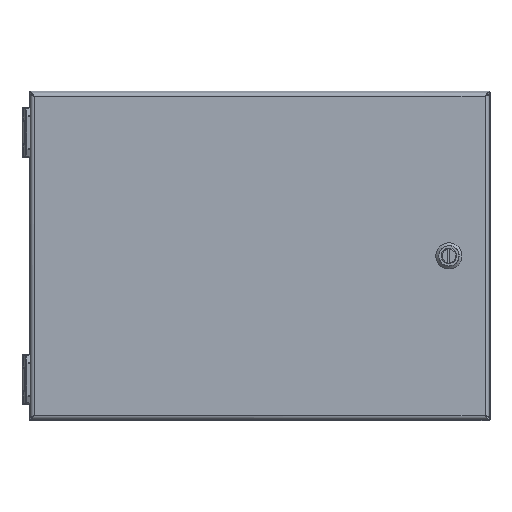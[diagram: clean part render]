
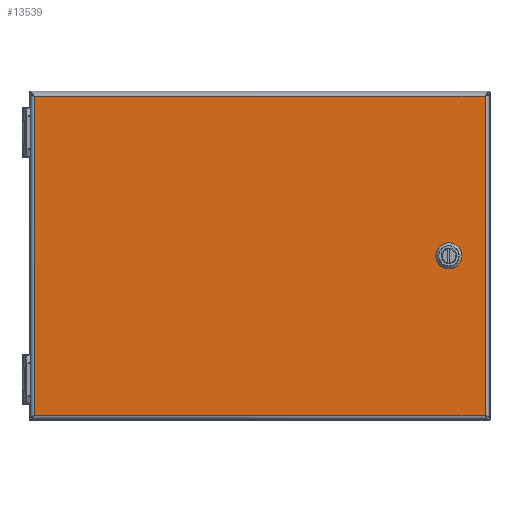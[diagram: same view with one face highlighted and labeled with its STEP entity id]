
A CAD part, top view. The second image highlights one B-rep face of the part: STEP entity #13539.
In plain terms, the highlighted planar face has unit normal (0, 0, 1).
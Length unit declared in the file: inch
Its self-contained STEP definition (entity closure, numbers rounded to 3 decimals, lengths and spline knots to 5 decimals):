
#1258 = DIRECTION ( 'NONE',  ( -0.707, -0.707, 0. ) ) ;
#1726 = ORIENTED_EDGE ( 'NONE', *, *, #58777, .T. ) ;
#2158 = VERTEX_POINT ( 'NONE', #6128 ) ;
#2765 = EDGE_CURVE ( 'NONE', #61402, #27922, #26016, .T. ) ;
#4321 = EDGE_CURVE ( 'NONE', #38538, #37289, #11620, .T. ) ;
#4912 = FACE_BOUND ( 'NONE', #42933, .T. ) ;
#5541 = VERTEX_POINT ( 'NONE', #58980 ) ;
#5591 = CARTESIAN_POINT ( 'NONE',  ( 6.05899, -0.08845, 2.62523 ) ) ;
#5744 = VECTOR ( 'NONE', #1258, 39.37008 ) ;
#5762 = CARTESIAN_POINT ( 'NONE',  ( -6.85055, -4.85, 2.62523 ) ) ;
#6128 = CARTESIAN_POINT ( 'NONE',  ( 5.44392, -0.08845, 2.62523 ) ) ;
#6625 = LINE ( 'NONE', #27494, #19221 ) ;
#6951 = CARTESIAN_POINT ( 'NONE',  ( 5.75145, 0., 2.62523 ) ) ;
#7588 = CIRCLE ( 'NONE', #59859, 0.32 ) ;
#8164 = VECTOR ( 'NONE', #61817, 39.37008 ) ;
#8487 = CARTESIAN_POINT ( 'NONE',  ( 5.8399, 0.30753, 2.62523 ) ) ;
#9668 = CARTESIAN_POINT ( 'NONE',  ( 5.75145, 0., 2.62523 ) ) ;
#9782 = LINE ( 'NONE', #62360, #26905 ) ;
#11620 = CIRCLE ( 'NONE', #49747, 0.32 ) ;
#12160 = AXIS2_PLACEMENT_3D ( 'NONE', #6951, #17603, #42806 ) ;
#12280 = ORIENTED_EDGE ( 'NONE', *, *, #22094, .T. ) ;
#13539 = ADVANCED_FACE ( 'NONE', ( #4912, #52351 ), #57091, .T. ) ;
#13638 = VECTOR ( 'NONE', #44961, 39.37008 ) ;
#15477 = CIRCLE ( 'NONE', #12160, 0.32 ) ;
#17603 = DIRECTION ( 'NONE',  ( 0., 0., -1. ) ) ;
#17928 = VERTEX_POINT ( 'NONE', #25834 ) ;
#18841 = ORIENTED_EDGE ( 'NONE', *, *, #44758, .T. ) ;
#19221 = VECTOR ( 'NONE', #63626, 39.37008 ) ;
#20585 = CARTESIAN_POINT ( 'NONE',  ( 5.75145, 0., 2.62523 ) ) ;
#20723 = CIRCLE ( 'NONE', #56644, 0.32 ) ;
#22094 = EDGE_CURVE ( 'NONE', #23970, #61402, #48815, .T. ) ;
#22095 = CARTESIAN_POINT ( 'NONE',  ( 6.05899, -0.08845, 2.62523 ) ) ;
#23300 = CARTESIAN_POINT ( 'NONE',  ( -0.00055, 0., 2.62523 ) ) ;
#23563 = DIRECTION ( 'NONE',  ( 1., 0., 0. ) ) ;
#23970 = VERTEX_POINT ( 'NONE', #5762 ) ;
#24158 = CARTESIAN_POINT ( 'NONE',  ( 5.44392, 0.08845, 2.62523 ) ) ;
#24244 = AXIS2_PLACEMENT_3D ( 'NONE', #23300, #54348, #42745 ) ;
#25376 = ORIENTED_EDGE ( 'NONE', *, *, #39530, .T. ) ;
#25834 = CARTESIAN_POINT ( 'NONE',  ( -6.85055, 4.85, 2.62523 ) ) ;
#26016 = LINE ( 'NONE', #42000, #8164 ) ;
#26530 = VECTOR ( 'NONE', #44285, 39.37008 ) ;
#26905 = VECTOR ( 'NONE', #66791, 39.37008 ) ;
#27096 = CARTESIAN_POINT ( 'NONE',  ( 6.84945, -4.85, 2.62523 ) ) ;
#27494 = CARTESIAN_POINT ( 'NONE',  ( -0.00055, 4.85, 2.62523 ) ) ;
#27922 = VERTEX_POINT ( 'NONE', #43432 ) ;
#30325 = ORIENTED_EDGE ( 'NONE', *, *, #34911, .T. ) ;
#30561 = EDGE_CURVE ( 'NONE', #37449, #38538, #35073, .T. ) ;
#31198 = DIRECTION ( 'NONE',  ( 0., 0., -1. ) ) ;
#32220 = CARTESIAN_POINT ( 'NONE',  ( -6.85055, 0., 2.62523 ) ) ;
#33051 = LINE ( 'NONE', #22095, #5744 ) ;
#33622 = DIRECTION ( 'NONE',  ( 0., 0., -1. ) ) ;
#33957 = CARTESIAN_POINT ( 'NONE',  ( 5.75145, 0., 2.62523 ) ) ;
#34070 = CARTESIAN_POINT ( 'NONE',  ( 5.8399, 0.30753, 2.62523 ) ) ;
#34911 = EDGE_CURVE ( 'NONE', #5541, #44284, #15477, .T. ) ;
#35073 = LINE ( 'NONE', #24158, #13638 ) ;
#36134 = ORIENTED_EDGE ( 'NONE', *, *, #30561, .T. ) ;
#37289 = VERTEX_POINT ( 'NONE', #8487 ) ;
#37442 = ORIENTED_EDGE ( 'NONE', *, *, #2765, .T. ) ;
#37449 = VERTEX_POINT ( 'NONE', #46326 ) ;
#38385 = DIRECTION ( 'NONE',  ( 1., 0., 0. ) ) ;
#38538 = VERTEX_POINT ( 'NONE', #55087 ) ;
#39530 = EDGE_CURVE ( 'NONE', #44284, #2158, #9782, .T. ) ;
#40239 = CARTESIAN_POINT ( 'NONE',  ( 6.05899, 0.08845, 2.62523 ) ) ;
#40310 = ORIENTED_EDGE ( 'NONE', *, *, #42753, .T. ) ;
#40523 = VECTOR ( 'NONE', #23563, 39.37008 ) ;
#42000 = CARTESIAN_POINT ( 'NONE',  ( 6.84945, 0., 2.62523 ) ) ;
#42723 = VERTEX_POINT ( 'NONE', #5591 ) ;
#42745 = DIRECTION ( 'NONE',  ( 1., 0., 0. ) ) ;
#42753 = EDGE_CURVE ( 'NONE', #17928, #23970, #53032, .T. ) ;
#42806 = DIRECTION ( 'NONE',  ( 1., 0., 0. ) ) ;
#42933 = EDGE_LOOP ( 'NONE', ( #44916, #36134, #47767, #18841, #57501, #1726, #30325, #25376 ) ) ;
#43432 = CARTESIAN_POINT ( 'NONE',  ( 6.84945, 4.85, 2.62523 ) ) ;
#43692 = CARTESIAN_POINT ( 'NONE',  ( -0.00055, -4.85, 2.62523 ) ) ;
#44179 = EDGE_LOOP ( 'NONE', ( #40310, #12280, #37442, #52556 ) ) ;
#44284 = VERTEX_POINT ( 'NONE', #65904 ) ;
#44285 = DIRECTION ( 'NONE',  ( 0.707, -0.707, 0. ) ) ;
#44758 = EDGE_CURVE ( 'NONE', #37289, #59339, #55184, .T. ) ;
#44916 = ORIENTED_EDGE ( 'NONE', *, *, #50153, .T. ) ;
#44961 = DIRECTION ( 'NONE',  ( 0.707, 0.707, 0. ) ) ;
#46206 = DIRECTION ( 'NONE',  ( 0., 0., -1. ) ) ;
#46326 = CARTESIAN_POINT ( 'NONE',  ( 5.44392, 0.08845, 2.62523 ) ) ;
#47767 = ORIENTED_EDGE ( 'NONE', *, *, #4321, .T. ) ;
#48815 = LINE ( 'NONE', #43692, #40523 ) ;
#49747 = AXIS2_PLACEMENT_3D ( 'NONE', #9668, #46206, #51681 ) ;
#50153 = EDGE_CURVE ( 'NONE', #2158, #37449, #7588, .T. ) ;
#51681 = DIRECTION ( 'NONE',  ( 1., 0., 0. ) ) ;
#52351 = FACE_OUTER_BOUND ( 'NONE', #44179, .T. ) ;
#52556 = ORIENTED_EDGE ( 'NONE', *, *, #67480, .T. ) ;
#53032 = LINE ( 'NONE', #32220, #55781 ) ;
#54348 = DIRECTION ( 'NONE',  ( 0., 0., 1. ) ) ;
#55087 = CARTESIAN_POINT ( 'NONE',  ( 5.66301, 0.30753, 2.62523 ) ) ;
#55184 = LINE ( 'NONE', #34070, #26530 ) ;
#55781 = VECTOR ( 'NONE', #63262, 39.37008 ) ;
#56644 = AXIS2_PLACEMENT_3D ( 'NONE', #33957, #33622, #38385 ) ;
#57091 = PLANE ( 'NONE',  #24244 ) ;
#57501 = ORIENTED_EDGE ( 'NONE', *, *, #61106, .T. ) ;
#58777 = EDGE_CURVE ( 'NONE', #42723, #5541, #33051, .T. ) ;
#58980 = CARTESIAN_POINT ( 'NONE',  ( 5.8399, -0.30753, 2.62523 ) ) ;
#59339 = VERTEX_POINT ( 'NONE', #40239 ) ;
#59859 = AXIS2_PLACEMENT_3D ( 'NONE', #20585, #31198, #62209 ) ;
#61106 = EDGE_CURVE ( 'NONE', #59339, #42723, #20723, .T. ) ;
#61402 = VERTEX_POINT ( 'NONE', #27096 ) ;
#61817 = DIRECTION ( 'NONE',  ( 0., 1., 0. ) ) ;
#62209 = DIRECTION ( 'NONE',  ( 1., 0., 0. ) ) ;
#62360 = CARTESIAN_POINT ( 'NONE',  ( 5.66301, -0.30753, 2.62523 ) ) ;
#63262 = DIRECTION ( 'NONE',  ( 0., -1., 0. ) ) ;
#63626 = DIRECTION ( 'NONE',  ( -1., 0., 0. ) ) ;
#65904 = CARTESIAN_POINT ( 'NONE',  ( 5.66301, -0.30753, 2.62523 ) ) ;
#66791 = DIRECTION ( 'NONE',  ( -0.707, 0.707, 0. ) ) ;
#67480 = EDGE_CURVE ( 'NONE', #27922, #17928, #6625, .T. ) ;
